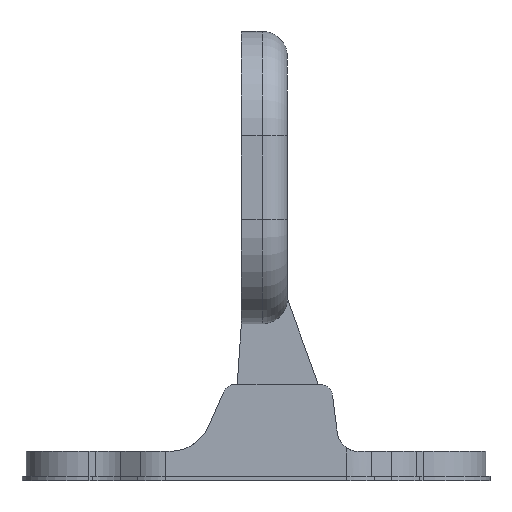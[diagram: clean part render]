
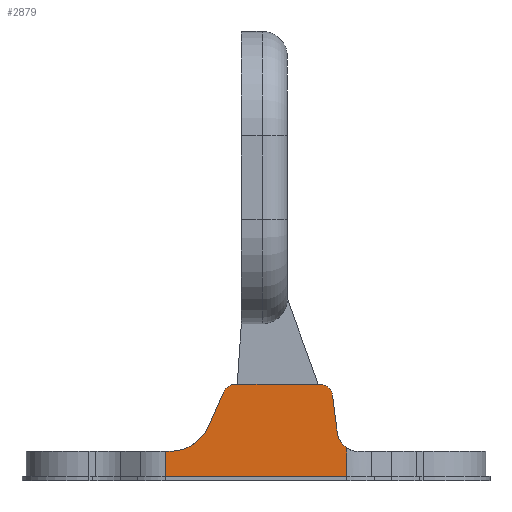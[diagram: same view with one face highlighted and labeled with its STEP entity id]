
A CAD part, left-side view. The second image highlights one B-rep face of the part: STEP entity #2879.
In plain terms, the highlighted face is planar.
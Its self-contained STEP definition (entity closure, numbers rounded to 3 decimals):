
#250 = VECTOR ( 'NONE', #3544, 1000. ) ;
#321 = DIRECTION ( 'NONE',  ( -0.124, 0.992, 0. ) ) ;
#322 = CARTESIAN_POINT ( 'NONE',  ( 15.328, 19.372, 22.5 ) ) ;
#331 = CARTESIAN_POINT ( 'NONE',  ( -8.038, 22., 22.5 ) ) ;
#332 = DIRECTION ( 'NONE',  ( -1., 0., 0. ) ) ;
#334 = PLANE ( 'NONE',  #4463 ) ;
#335 = DIRECTION ( 'NONE',  ( 0., 0., 1. ) ) ;
#337 = DIRECTION ( 'NONE',  ( 1., 0., 0. ) ) ;
#338 = CARTESIAN_POINT ( 'NONE',  ( -8.038, 19., 22.5 ) ) ;
#340 = DIRECTION ( 'NONE',  ( 1., 0., 0. ) ) ;
#351 = CARTESIAN_POINT ( 'NONE',  ( 12.352, 19., 22.5 ) ) ;
#358 = DIRECTION ( 'NONE',  ( 0., 0., 1. ) ) ;
#367 = CARTESIAN_POINT ( 'NONE',  ( -8.038, 22., 22.5 ) ) ;
#409 = CARTESIAN_POINT ( 'NONE',  ( -24.667, 0., 22.5 ) ) ;
#423 = CARTESIAN_POINT ( 'NONE',  ( 18.667, 0., 22.5 ) ) ;
#567 = DIRECTION ( 'NONE',  ( 1., 0., 0. ) ) ;
#601 = CARTESIAN_POINT ( 'NONE',  ( -58., 0., 22.5 ) ) ;
#602 = DIRECTION ( 'NONE',  ( 1., 0., 0. ) ) ;
#611 = CARTESIAN_POINT ( 'NONE',  ( 21.414, 11., 22.5 ) ) ;
#612 = DIRECTION ( 'NONE',  ( 0., 0., -1. ) ) ;
#850 = ORIENTED_EDGE ( 'NONE', *, *, #1144, .T. ) ;
#852 = ORIENTED_EDGE ( 'NONE', *, *, #1129, .T. ) ;
#973 = ORIENTED_EDGE ( 'NONE', *, *, #1159, .T. ) ;
#988 = EDGE_LOOP ( 'NONE', ( #1631, #1635, #1634, #1072, #1070, #1069, #1075, #1076, #852, #973, #850 ) ) ;
#1069 = ORIENTED_EDGE ( 'NONE', *, *, #2869, .T. ) ;
#1070 = ORIENTED_EDGE ( 'NONE', *, *, #2853, .T. ) ;
#1072 = ORIENTED_EDGE ( 'NONE', *, *, #5056, .T. ) ;
#1075 = ORIENTED_EDGE ( 'NONE', *, *, #2868, .T. ) ;
#1076 = ORIENTED_EDGE ( 'NONE', *, *, #2873, .T. ) ;
#1129 = EDGE_CURVE ( 'NONE', #1798, #1749, #2943, .T. ) ;
#1144 = EDGE_CURVE ( 'NONE', #1746, #1734, #2951, .T. ) ;
#1159 = EDGE_CURVE ( 'NONE', #1749, #1746, #2621, .T. ) ;
#1217 = EDGE_CURVE ( 'NONE', #1734, #1759, #2659, .T. ) ;
#1631 = ORIENTED_EDGE ( 'NONE', *, *, #1217, .T. ) ;
#1634 = ORIENTED_EDGE ( 'NONE', *, *, #2860, .T. ) ;
#1635 = ORIENTED_EDGE ( 'NONE', *, *, #5058, .T. ) ;
#1734 = VERTEX_POINT ( 'NONE', #3820 ) ;
#1746 = VERTEX_POINT ( 'NONE', #3832 ) ;
#1749 = VERTEX_POINT ( 'NONE', #3835 ) ;
#1759 = VERTEX_POINT ( 'NONE', #3845 ) ;
#1760 = VERTEX_POINT ( 'NONE', #3846 ) ;
#1761 = VERTEX_POINT ( 'NONE', #3847 ) ;
#1762 = VERTEX_POINT ( 'NONE', #3848 ) ;
#1763 = VERTEX_POINT ( 'NONE', #3849 ) ;
#1798 = VERTEX_POINT ( 'NONE', #367 ) ;
#1845 = VERTEX_POINT ( 'NONE', #409 ) ;
#1870 = VERTEX_POINT ( 'NONE', #423 ) ;
#2621 = LINE ( 'NONE', #3409, #2978 ) ;
#2659 = LINE ( 'NONE', #3543, #250 ) ;
#2853 = EDGE_CURVE ( 'NONE', #1760, #1761, #4433, .T. ) ;
#2860 = EDGE_CURVE ( 'NONE', #1845, #1870, #3926, .T. ) ;
#2868 = EDGE_CURVE ( 'NONE', #1762, #1763, #4449, .T. ) ;
#2869 = EDGE_CURVE ( 'NONE', #1761, #1762, #3932, .T. ) ;
#2873 = EDGE_CURVE ( 'NONE', #1763, #1798, #3934, .T. ) ;
#2879 = ADVANCED_FACE ( 'NONE', ( #3938 ), #334, .T. ) ;
#2943 = CIRCLE ( 'NONE', #2946, 3. ) ;
#2946 = AXIS2_PLACEMENT_3D ( 'NONE', #3244, #3318, #3321 ) ;
#2951 = CIRCLE ( 'NONE', #2966, 10. ) ;
#2966 = AXIS2_PLACEMENT_3D ( 'NONE', #3360, #3361, #3362 ) ;
#2978 = VECTOR ( 'NONE', #3410, 1000. ) ;
#3244 = CARTESIAN_POINT ( 'NONE',  ( -8.038, 19., 22.5 ) ) ;
#3318 = DIRECTION ( 'NONE',  ( 0., 0., 1. ) ) ;
#3321 = DIRECTION ( 'NONE',  ( 1., 0., 0. ) ) ;
#3360 = CARTESIAN_POINT ( 'NONE',  ( -23.54, 16., 22.5 ) ) ;
#3361 = DIRECTION ( 'NONE',  ( 0., 0., -1. ) ) ;
#3362 = DIRECTION ( 'NONE',  ( 1., 0., 0. ) ) ;
#3409 = CARTESIAN_POINT ( 'NONE',  ( -10.786, 20.202, 22.5 ) ) ;
#3410 = DIRECTION ( 'NONE',  ( -0.401, -0.916, 0. ) ) ;
#3543 = CARTESIAN_POINT ( 'NONE',  ( -23.54, 6., 22.5 ) ) ;
#3544 = DIRECTION ( 'NONE',  ( -1., 0., 0. ) ) ;
#3820 = CARTESIAN_POINT ( 'NONE',  ( -23.54, 6., 22.5 ) ) ;
#3832 = CARTESIAN_POINT ( 'NONE',  ( -14.379, 11.992, 22.5 ) ) ;
#3835 = CARTESIAN_POINT ( 'NONE',  ( -10.786, 20.202, 22.5 ) ) ;
#3845 = CARTESIAN_POINT ( 'NONE',  ( -24.667, 6., 22.5 ) ) ;
#3846 = CARTESIAN_POINT ( 'NONE',  ( 18.667, 6.822, 22.5 ) ) ;
#3847 = CARTESIAN_POINT ( 'NONE',  ( 16.453, 10.38, 22.5 ) ) ;
#3848 = CARTESIAN_POINT ( 'NONE',  ( 15.328, 19.372, 22.5 ) ) ;
#3849 = CARTESIAN_POINT ( 'NONE',  ( 12.352, 22., 22.5 ) ) ;
#3926 = LINE ( 'NONE', #601, #4439 ) ;
#3932 = LINE ( 'NONE', #322, #4452 ) ;
#3934 = LINE ( 'NONE', #331, #4459 ) ;
#3938 = FACE_OUTER_BOUND ( 'NONE', #988, .T. ) ;
#4097 = LINE ( 'NONE', #4905, #4687 ) ;
#4098 = LINE ( 'NONE', #4869, #4690 ) ;
#4433 = CIRCLE ( 'NONE', #4435, 5. ) ;
#4435 = AXIS2_PLACEMENT_3D ( 'NONE', #611, #612, #567 ) ;
#4439 = VECTOR ( 'NONE', #602, 1000. ) ;
#4449 = CIRCLE ( 'NONE', #4451, 3. ) ;
#4451 = AXIS2_PLACEMENT_3D ( 'NONE', #351, #358, #337 ) ;
#4452 = VECTOR ( 'NONE', #321, 1000. ) ;
#4459 = VECTOR ( 'NONE', #332, 1000. ) ;
#4463 = AXIS2_PLACEMENT_3D ( 'NONE', #338, #335, #340 ) ;
#4687 = VECTOR ( 'NONE', #4908, 1000. ) ;
#4690 = VECTOR ( 'NONE', #4930, 1000. ) ;
#4869 = CARTESIAN_POINT ( 'NONE',  ( -24.667, 20., 22.5 ) ) ;
#4905 = CARTESIAN_POINT ( 'NONE',  ( 18.667, 19., 22.5 ) ) ;
#4908 = DIRECTION ( 'NONE',  ( 0., 1., 0. ) ) ;
#4930 = DIRECTION ( 'NONE',  ( 0., -1., 0. ) ) ;
#5056 = EDGE_CURVE ( 'NONE', #1870, #1760, #4097, .T. ) ;
#5058 = EDGE_CURVE ( 'NONE', #1759, #1845, #4098, .T. ) ;
